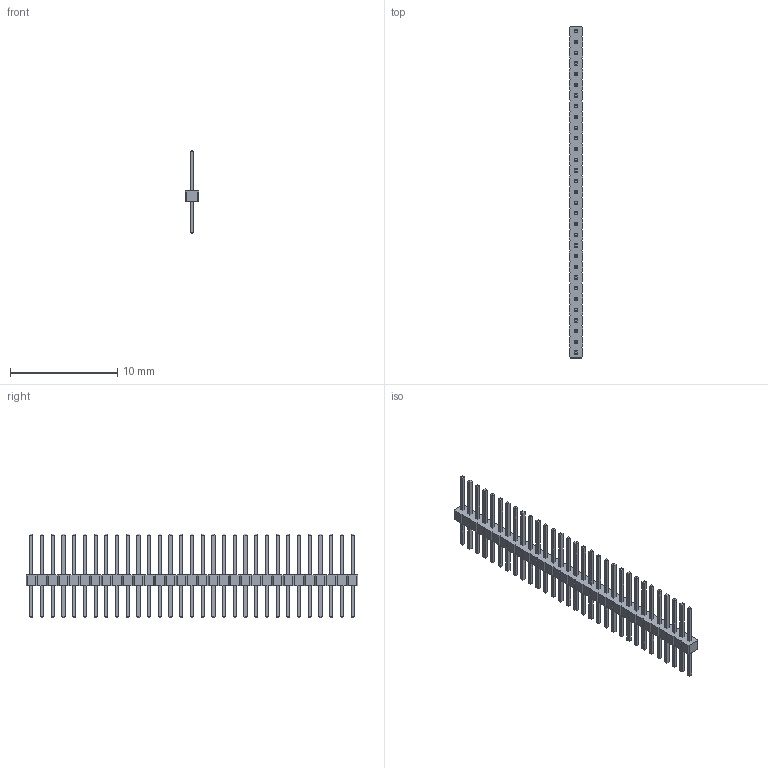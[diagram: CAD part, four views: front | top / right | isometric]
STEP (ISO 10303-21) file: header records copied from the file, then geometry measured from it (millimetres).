
FILE_DESCRIPTION(/* description */ ('model of PinHeader_1x31_P1.00mm_Vertical'),/* implementation_level */ '2;1');
FILE_NAME(/* name */ 'PinHeader_1x31_P1.00mm_Vertical.step',/* time_stamp */ '2018-01-24T13:41:42',/* author */ ('kicad StepUp','ksu'),/* organization */ ('FreeCAD'),/* preprocessor_version */ 'OCC',/* originating_system */ 'kicad StepUp',/* authorisation */ '');
FILE_SCHEMA(('AUTOMOTIVE_DESIGN { 1 0 10303 214 1 1 1 1 }'));
Length unit declared in the file: millimetre
Products named in the file (2): PinHeader_1x31_P100mm_Vertical; Shape0_234533549924
Bounding box: 1.27 x 31 x 7.8 mm (x, y, z)
Volume: 60.3 mm3; surface area: 438.7 mm2
Topology: 32 solids, 32 shells, 624 faces, 1432 edges, 872 vertices
Faces by surface type: plane 624
Entity records: 10930 total; most frequent: ORIENTED_EDGE 2242, CARTESIAN_POINT 1650, EDGE_CURVE 1432, LINE 1432, VERTEX_POINT 872, AXIS2_PLACEMENT_3D 625, ADVANCED_FACE 624, FACE_BOUND 624
